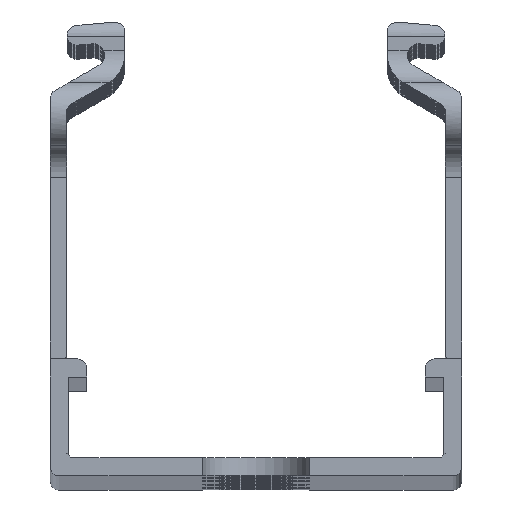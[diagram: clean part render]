
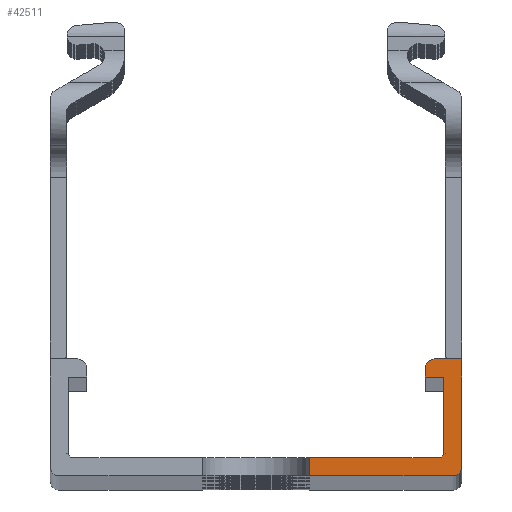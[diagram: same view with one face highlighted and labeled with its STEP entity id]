
A CAD part, top view. The second image highlights one B-rep face of the part: STEP entity #42511.
In plain terms, the highlighted planar face has unit normal (0, 0, 1).
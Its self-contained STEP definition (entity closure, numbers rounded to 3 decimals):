
#179 = VERTEX_POINT ( 'NONE', #23405 ) ;
#215 = DIRECTION ( 'NONE',  ( -1., 0., 0. ) ) ;
#860 = CIRCLE ( 'NONE', #39480, 0.5 ) ;
#1362 = LINE ( 'NONE', #41618, #21310 ) ;
#1774 = AXIS2_PLACEMENT_3D ( 'NONE', #40670, #16792, #44661 ) ;
#2557 = VERTEX_POINT ( 'NONE', #6706 ) ;
#3556 = VERTEX_POINT ( 'NONE', #26475 ) ;
#3773 = EDGE_CURVE ( 'NONE', #15537, #179, #41268, .T. ) ;
#3785 = CARTESIAN_POINT ( 'NONE',  ( 12.5, 23.091, 500. ) ) ;
#3917 = ORIENTED_EDGE ( 'NONE', *, *, #15448, .F. ) ;
#3987 = CARTESIAN_POINT ( 'NONE',  ( 11.2, 1.3, 500. ) ) ;
#4495 = VERTEX_POINT ( 'NONE', #41819 ) ;
#5436 = EDGE_CURVE ( 'NONE', #19634, #4495, #49250, .T. ) ;
#5536 = VECTOR ( 'NONE', #36734, 1000. ) ;
#6706 = CARTESIAN_POINT ( 'NONE',  ( 3.25, 1.1, 500. ) ) ;
#7197 = PLANE ( 'NONE',  #16737 ) ;
#8018 = DIRECTION ( 'NONE',  ( 1., 0., 0. ) ) ;
#8406 = CARTESIAN_POINT ( 'NONE',  ( 11.5, 7.1, 500. ) ) ;
#9071 = LINE ( 'NONE', #46083, #50200 ) ;
#9177 = LINE ( 'NONE', #11090, #39708 ) ;
#9489 = ORIENTED_EDGE ( 'NONE', *, *, #26857, .T. ) ;
#9943 = DIRECTION ( 'NONE',  ( 0.866, -0.5, 0. ) ) ;
#10925 = DIRECTION ( 'NONE',  ( -1., 0., 0. ) ) ;
#11033 = VERTEX_POINT ( 'NONE', #49236 ) ;
#11090 = CARTESIAN_POINT ( 'NONE',  ( 11.4, 6., 500. ) ) ;
#11963 = ORIENTED_EDGE ( 'NONE', *, *, #36829, .F. ) ;
#12855 = CARTESIAN_POINT ( 'NONE',  ( 10.3, 7.1, 500. ) ) ;
#13037 = ORIENTED_EDGE ( 'NONE', *, *, #28532, .F. ) ;
#13856 = ORIENTED_EDGE ( 'NONE', *, *, #21480, .F. ) ;
#14670 = VERTEX_POINT ( 'NONE', #46611 ) ;
#14927 = VECTOR ( 'NONE', #215, 1000. ) ;
#15199 = DIRECTION ( 'NONE',  ( 1., 0., 0. ) ) ;
#15320 = VECTOR ( 'NONE', #30455, 1000. ) ;
#15448 = EDGE_CURVE ( 'NONE', #26590, #15537, #50721, .T. ) ;
#15537 = VERTEX_POINT ( 'NONE', #45302 ) ;
#16066 = CARTESIAN_POINT ( 'NONE',  ( 0., 1.1, 500. ) ) ;
#16129 = LINE ( 'NONE', #12855, #5536 ) ;
#16162 = ORIENTED_EDGE ( 'NONE', *, *, #35839, .F. ) ;
#16737 = AXIS2_PLACEMENT_3D ( 'NONE', #35061, #39073, #15199 ) ;
#16792 = DIRECTION ( 'NONE',  ( 0., 0., -1. ) ) ;
#17912 = DIRECTION ( 'NONE',  ( 0., 0., -1. ) ) ;
#18601 = ORIENTED_EDGE ( 'NONE', *, *, #3773, .F. ) ;
#19083 = EDGE_CURVE ( 'NONE', #11033, #3556, #34139, .T. ) ;
#19634 = VERTEX_POINT ( 'NONE', #27013 ) ;
#20070 = VECTOR ( 'NONE', #23686, 1000. ) ;
#21310 = VECTOR ( 'NONE', #9943, 1000. ) ;
#21480 = EDGE_CURVE ( 'NONE', #22825, #49692, #9177, .T. ) ;
#22467 = EDGE_CURVE ( 'NONE', #27019, #22825, #25927, .T. ) ;
#22825 = VERTEX_POINT ( 'NONE', #24893 ) ;
#23405 = CARTESIAN_POINT ( 'NONE',  ( 12.5, 0.5, 500. ) ) ;
#23686 = DIRECTION ( 'NONE',  ( 0., -1., 0. ) ) ;
#23727 = DIRECTION ( 'NONE',  ( -0.866, -0.5, 0. ) ) ;
#24893 = CARTESIAN_POINT ( 'NONE',  ( 11.4, 6., 500. ) ) ;
#25043 = ORIENTED_EDGE ( 'NONE', *, *, #22467, .F. ) ;
#25908 = ORIENTED_EDGE ( 'NONE', *, *, #19083, .T. ) ;
#25927 = LINE ( 'NONE', #26489, #15320 ) ;
#26475 = CARTESIAN_POINT ( 'NONE',  ( 12., 0., 500. ) ) ;
#26489 = CARTESIAN_POINT ( 'NONE',  ( 11.4, 7.1, 500. ) ) ;
#26590 = VERTEX_POINT ( 'NONE', #33876 ) ;
#26857 = EDGE_CURVE ( 'NONE', #14670, #2557, #46703, .T. ) ;
#26888 = AXIS2_PLACEMENT_3D ( 'NONE', #3987, #31882, #8018 ) ;
#27013 = CARTESIAN_POINT ( 'NONE',  ( 11.5, 1.358, 500. ) ) ;
#27019 = VERTEX_POINT ( 'NONE', #41317 ) ;
#27647 = EDGE_LOOP ( 'NONE', ( #49922, #25908, #42297, #18601, #3917, #16162, #11963, #13856, #25043, #39258, #39375, #13037, #9489 ) ) ;
#28532 = EDGE_CURVE ( 'NONE', #14670, #4495, #31694, .T. ) ;
#28699 = CARTESIAN_POINT ( 'NONE',  ( 10.3, 6.55, 500. ) ) ;
#29541 = VECTOR ( 'NONE', #31931, 1000. ) ;
#30455 = DIRECTION ( 'NONE',  ( 0., 1., 0. ) ) ;
#30607 = VERTEX_POINT ( 'NONE', #28699 ) ;
#31694 = CIRCLE ( 'NONE', #26888, 0.2 ) ;
#31882 = DIRECTION ( 'NONE',  ( 0., 0., 1. ) ) ;
#31931 = DIRECTION ( 'NONE',  ( 1., 0., 0. ) ) ;
#32561 = FACE_OUTER_BOUND ( 'NONE', #27647, .T. ) ;
#33876 = CARTESIAN_POINT ( 'NONE',  ( 10.85, 7.1, 500. ) ) ;
#34071 = DIRECTION ( 'NONE',  ( 0., 1., 0. ) ) ;
#34130 = EDGE_CURVE ( 'NONE', #11033, #2557, #9071, .T. ) ;
#34139 = LINE ( 'NONE', #38897, #43500 ) ;
#34883 = DIRECTION ( 'NONE',  ( 1., 0., 0. ) ) ;
#35061 = CARTESIAN_POINT ( 'NONE',  ( -11.2, 22.283, 500. ) ) ;
#35140 = EDGE_CURVE ( 'NONE', #179, #3556, #860, .T. ) ;
#35839 = EDGE_CURVE ( 'NONE', #30607, #26590, #47572, .T. ) ;
#35895 = CARTESIAN_POINT ( 'NONE',  ( 11.4, 1.3, 500. ) ) ;
#36734 = DIRECTION ( 'NONE',  ( 0., 1., 0. ) ) ;
#36829 = EDGE_CURVE ( 'NONE', #49692, #30607, #16129, .T. ) ;
#38619 = VECTOR ( 'NONE', #23727, 1000. ) ;
#38897 = CARTESIAN_POINT ( 'NONE',  ( 0., 0., 500. ) ) ;
#39073 = DIRECTION ( 'NONE',  ( 0., 0., 1. ) ) ;
#39258 = ORIENTED_EDGE ( 'NONE', *, *, #42829, .T. ) ;
#39375 = ORIENTED_EDGE ( 'NONE', *, *, #5436, .T. ) ;
#39480 = AXIS2_PLACEMENT_3D ( 'NONE', #41781, #17912, #45788 ) ;
#39708 = VECTOR ( 'NONE', #10925, 1000. ) ;
#40670 = CARTESIAN_POINT ( 'NONE',  ( 10.85, 6.55, 500. ) ) ;
#41268 = LINE ( 'NONE', #3785, #20070 ) ;
#41317 = CARTESIAN_POINT ( 'NONE',  ( 11.4, 1.415, 500. ) ) ;
#41618 = CARTESIAN_POINT ( 'NONE',  ( 11.5, 1.358, 500. ) ) ;
#41781 = CARTESIAN_POINT ( 'NONE',  ( 12., 0.5, 500. ) ) ;
#41819 = CARTESIAN_POINT ( 'NONE',  ( 11.4, 1.3, 500. ) ) ;
#42297 = ORIENTED_EDGE ( 'NONE', *, *, #35140, .F. ) ;
#42511 = ADVANCED_FACE ( 'NONE', ( #32561 ), #7197, .T. ) ;
#42829 = EDGE_CURVE ( 'NONE', #27019, #19634, #1362, .T. ) ;
#43408 = CARTESIAN_POINT ( 'NONE',  ( 10.3, 6., 500. ) ) ;
#43500 = VECTOR ( 'NONE', #34883, 1000. ) ;
#44661 = DIRECTION ( 'NONE',  ( -1., 0., 0. ) ) ;
#45302 = CARTESIAN_POINT ( 'NONE',  ( 12.5, 7.1, 500. ) ) ;
#45788 = DIRECTION ( 'NONE',  ( 1., 0., 0. ) ) ;
#46083 = CARTESIAN_POINT ( 'NONE',  ( 3.25, 22.283, 500. ) ) ;
#46611 = CARTESIAN_POINT ( 'NONE',  ( 11.2, 1.1, 500. ) ) ;
#46703 = LINE ( 'NONE', #16066, #14927 ) ;
#47572 = CIRCLE ( 'NONE', #1774, 0.55 ) ;
#49236 = CARTESIAN_POINT ( 'NONE',  ( 3.25, 0., 500. ) ) ;
#49250 = LINE ( 'NONE', #35895, #38619 ) ;
#49692 = VERTEX_POINT ( 'NONE', #43408 ) ;
#49922 = ORIENTED_EDGE ( 'NONE', *, *, #34130, .F. ) ;
#50200 = VECTOR ( 'NONE', #34071, 1000. ) ;
#50721 = LINE ( 'NONE', #8406, #29541 ) ;
